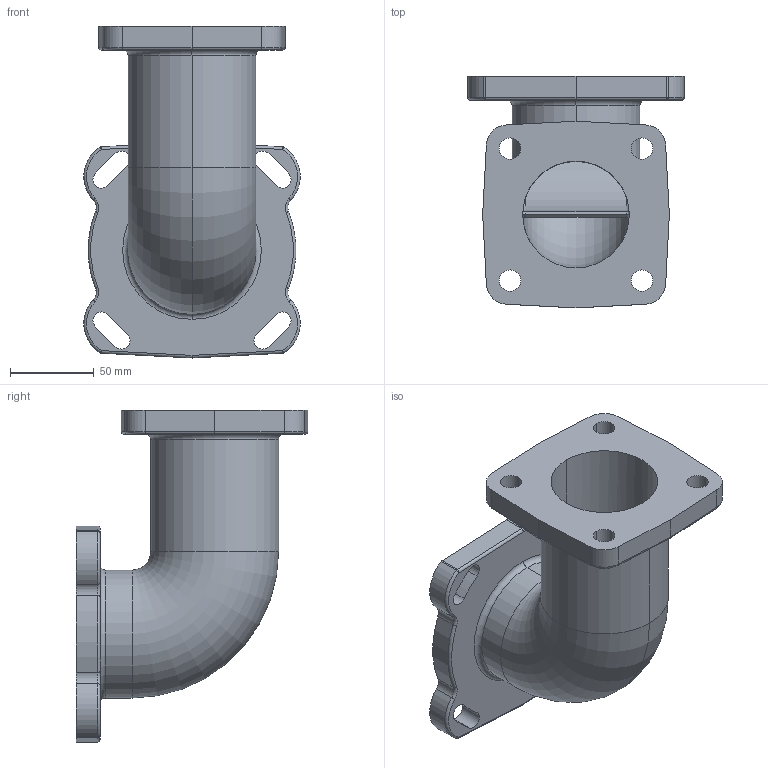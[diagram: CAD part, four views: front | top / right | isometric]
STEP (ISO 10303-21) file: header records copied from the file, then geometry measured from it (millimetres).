
FILE_DESCRIPTION((''),'2;1');
FILE_NAME('D18281_MACH','2013-12-03T',('cknei'),(''),'PRO/ENGINEER BY PARAMETRIC TECHNOLOGY CORPORATION, 2011180','PRO/ENGINEER BY PARAMETRIC TECHNOLOGY CORPORATION, 2011180','');
FILE_SCHEMA(('CONFIG_CONTROL_DESIGN'));
Length unit declared in the file: inch
Products named in the file (1): D18281_MACH
Bounding box: 128.82 x 138.13 x 197.67 mm (x, y, z)
Volume: 523633.7 mm3; surface area: 142967.5 mm2
Topology: 1 solids, 1 shells, 128 faces, 316 edges, 190 vertices
Faces by surface type: cylinder 68, torus 26, plane 22, bspline 8, sphere 4
Entity records: 4146 total; most frequent: CARTESIAN_POINT 1020, DIRECTION 682, ORIENTED_EDGE 632, EDGE_CURVE 316, AXIS2_PLACEMENT_3D 284, VERTEX_POINT 190, CIRCLE 164, EDGE_LOOP 148
